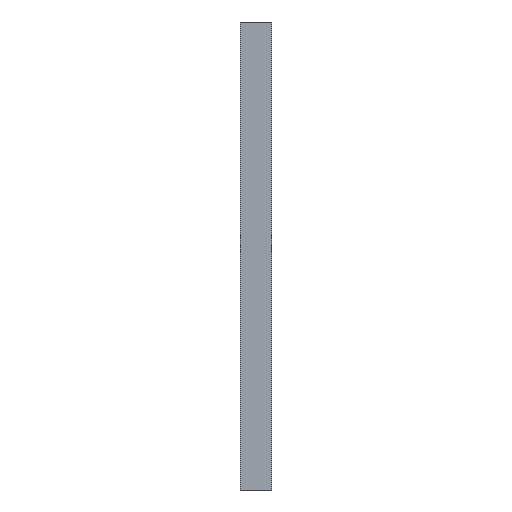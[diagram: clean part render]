
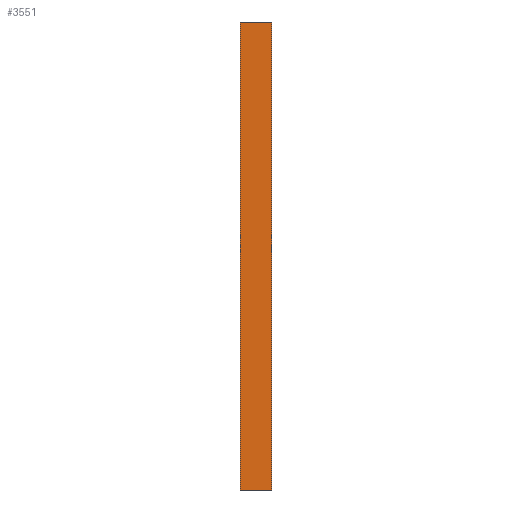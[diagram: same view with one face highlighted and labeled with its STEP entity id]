
A CAD part, left-side view. The second image highlights one B-rep face of the part: STEP entity #3551.
In plain terms, the highlighted planar face has unit normal (-1, 0, 0).
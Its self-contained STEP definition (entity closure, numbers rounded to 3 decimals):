
#178 = DIRECTION ( 'NONE',  ( 0., -1., 0. ) ) ;
#799 = DIRECTION ( 'NONE',  ( 1., 0., 0. ) ) ;
#905 = VERTEX_POINT ( 'NONE', #1264 ) ;
#984 = ORIENTED_EDGE ( 'NONE', *, *, #8308, .F. ) ;
#1264 = CARTESIAN_POINT ( 'NONE',  ( -75., 0., -75. ) ) ;
#1691 = DIRECTION ( 'NONE',  ( 0., 0., -1. ) ) ;
#1811 = ORIENTED_EDGE ( 'NONE', *, *, #12280, .T. ) ;
#1891 = CARTESIAN_POINT ( 'NONE',  ( -75., 0., -75. ) ) ;
#2128 = DIRECTION ( 'NONE',  ( 0., 0., 1. ) ) ;
#2209 = FACE_OUTER_BOUND ( 'NONE', #13346, .T. ) ;
#2966 = CARTESIAN_POINT ( 'NONE',  ( -75., 10., -75. ) ) ;
#3106 = DIRECTION ( 'NONE',  ( 0., -1., 0. ) ) ;
#3126 = LINE ( 'NONE', #6635, #10611 ) ;
#3357 = EDGE_CURVE ( 'NONE', #3571, #12189, #8354, .T. ) ;
#3551 = ADVANCED_FACE ( 'NONE', ( #2209 ), #11384, .F. ) ;
#3571 = VERTEX_POINT ( 'NONE', #10386 ) ;
#3666 = AXIS2_PLACEMENT_3D ( 'NONE', #2966, #799, #1691 ) ;
#3919 = VECTOR ( 'NONE', #2128, 1000. ) ;
#4807 = CARTESIAN_POINT ( 'NONE',  ( -75., 0., 75. ) ) ;
#4894 = VECTOR ( 'NONE', #6065, 1000. ) ;
#5362 = CARTESIAN_POINT ( 'NONE',  ( -75., 10., -75. ) ) ;
#5374 = VERTEX_POINT ( 'NONE', #4807 ) ;
#6065 = DIRECTION ( 'NONE',  ( 0., 0., 1. ) ) ;
#6423 = CARTESIAN_POINT ( 'NONE',  ( -75., 10., -75. ) ) ;
#6612 = ORIENTED_EDGE ( 'NONE', *, *, #3357, .F. ) ;
#6635 = CARTESIAN_POINT ( 'NONE',  ( -75., 10., 75. ) ) ;
#7309 = LINE ( 'NONE', #5362, #12723 ) ;
#8308 = EDGE_CURVE ( 'NONE', #12189, #5374, #3126, .T. ) ;
#8354 = LINE ( 'NONE', #6423, #3919 ) ;
#8552 = CARTESIAN_POINT ( 'NONE',  ( -75., 10., 75. ) ) ;
#10148 = EDGE_CURVE ( 'NONE', #905, #5374, #12516, .T. ) ;
#10386 = CARTESIAN_POINT ( 'NONE',  ( -75., 10., -75. ) ) ;
#10611 = VECTOR ( 'NONE', #178, 1000. ) ;
#11384 = PLANE ( 'NONE',  #3666 ) ;
#11457 = ORIENTED_EDGE ( 'NONE', *, *, #10148, .T. ) ;
#12189 = VERTEX_POINT ( 'NONE', #8552 ) ;
#12280 = EDGE_CURVE ( 'NONE', #3571, #905, #7309, .T. ) ;
#12516 = LINE ( 'NONE', #1891, #4894 ) ;
#12723 = VECTOR ( 'NONE', #3106, 1000. ) ;
#13346 = EDGE_LOOP ( 'NONE', ( #11457, #984, #6612, #1811 ) ) ;
